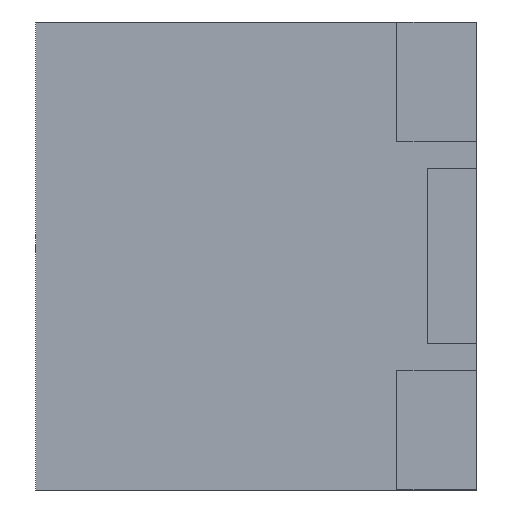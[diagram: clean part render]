
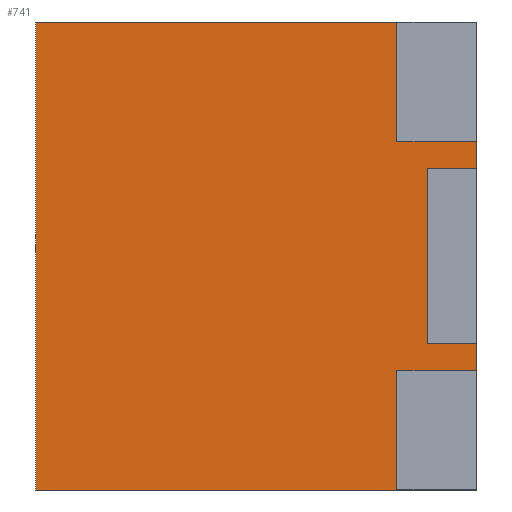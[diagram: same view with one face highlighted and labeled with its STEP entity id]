
A CAD part, left-side view. The second image highlights one B-rep face of the part: STEP entity #741.
In plain terms, the highlighted planar face has unit normal (-1, 0, 0).
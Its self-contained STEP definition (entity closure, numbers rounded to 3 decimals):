
#3 = VERTEX_POINT ( 'NONE', #789 ) ;
#6 = DIRECTION ( 'NONE',  ( 1., 0., 0. ) ) ;
#10 = ORIENTED_EDGE ( 'NONE', *, *, #736, .T. ) ;
#37 = LINE ( 'NONE', #454, #817 ) ;
#63 = VECTOR ( 'NONE', #983, 1000. ) ;
#64 = CARTESIAN_POINT ( 'NONE',  ( 112.9, 17., -5.5 ) ) ;
#85 = VECTOR ( 'NONE', #1367, 1000. ) ;
#156 = CARTESIAN_POINT ( 'NONE',  ( 112.9, 15.1, 5.5 ) ) ;
#161 = EDGE_CURVE ( 'NONE', #1384, #578, #360, .T. ) ;
#169 = ORIENTED_EDGE ( 'NONE', *, *, #716, .F. ) ;
#170 = CARTESIAN_POINT ( 'NONE',  ( 112.9, 17., 0. ) ) ;
#171 = CARTESIAN_POINT ( 'NONE',  ( 112.9, 17., 7.2 ) ) ;
#241 = CARTESIAN_POINT ( 'NONE',  ( 112.9, 17., 0. ) ) ;
#250 = CARTESIAN_POINT ( 'NONE',  ( 112.9, 33.5, 14.7 ) ) ;
#270 = VERTEX_POINT ( 'NONE', #876 ) ;
#276 = CARTESIAN_POINT ( 'NONE',  ( 112.9, 17., -14.7 ) ) ;
#306 = VECTOR ( 'NONE', #679, 1000. ) ;
#347 = VECTOR ( 'NONE', #383, 1000. ) ;
#354 = EDGE_CURVE ( 'NONE', #423, #993, #1127, .T. ) ;
#360 = LINE ( 'NONE', #1335, #1181 ) ;
#375 = EDGE_LOOP ( 'NONE', ( #986, #1311, #1278, #632, #169, #433, #776, #1338, #855, #794, #1291, #10 ) ) ;
#383 = DIRECTION ( 'NONE',  ( 0., -1., 0. ) ) ;
#407 = VECTOR ( 'NONE', #784, 1000. ) ;
#410 = EDGE_CURVE ( 'NONE', #1154, #3, #1382, .T. ) ;
#423 = VERTEX_POINT ( 'NONE', #276 ) ;
#429 = CARTESIAN_POINT ( 'NONE',  ( 112.9, 12., 0. ) ) ;
#433 = ORIENTED_EDGE ( 'NONE', *, *, #492, .T. ) ;
#436 = CARTESIAN_POINT ( 'NONE',  ( 112.9, 39.7, -14.7 ) ) ;
#440 = DIRECTION ( 'NONE',  ( 0., 0., -1. ) ) ;
#444 = VERTEX_POINT ( 'NONE', #508 ) ;
#454 = CARTESIAN_POINT ( 'NONE',  ( 112.9, 15.1, 5.5 ) ) ;
#473 = VERTEX_POINT ( 'NONE', #912 ) ;
#487 = CARTESIAN_POINT ( 'NONE',  ( 112.9, 17., -7.2 ) ) ;
#492 = EDGE_CURVE ( 'NONE', #910, #473, #1324, .T. ) ;
#508 = CARTESIAN_POINT ( 'NONE',  ( 112.9, 12., -7.2 ) ) ;
#537 = PLANE ( 'NONE',  #858 ) ;
#541 = CARTESIAN_POINT ( 'NONE',  ( 112.9, 17., -7.2 ) ) ;
#556 = FACE_OUTER_BOUND ( 'NONE', #375, .T. ) ;
#578 = VERTEX_POINT ( 'NONE', #1099 ) ;
#592 = EDGE_CURVE ( 'NONE', #578, #473, #883, .T. ) ;
#598 = CARTESIAN_POINT ( 'NONE',  ( 112.9, 12., 0. ) ) ;
#603 = CARTESIAN_POINT ( 'NONE',  ( 112.9, 17., 5.5 ) ) ;
#632 = ORIENTED_EDGE ( 'NONE', *, *, #772, .T. ) ;
#633 = EDGE_CURVE ( 'NONE', #1154, #270, #37, .T. ) ;
#644 = LINE ( 'NONE', #429, #1063 ) ;
#650 = DIRECTION ( 'NONE',  ( 0., 0., 1. ) ) ;
#679 = DIRECTION ( 'NONE',  ( 0., 0., 1. ) ) ;
#705 = DIRECTION ( 'NONE',  ( 0., -1., 0. ) ) ;
#716 = EDGE_CURVE ( 'NONE', #910, #943, #1080, .T. ) ;
#726 = EDGE_CURVE ( 'NONE', #1384, #423, #980, .T. ) ;
#736 = EDGE_CURVE ( 'NONE', #444, #1074, #644, .T. ) ;
#741 = ADVANCED_FACE ( 'NONE', ( #556 ), #537, .F. ) ;
#743 = CARTESIAN_POINT ( 'NONE',  ( 112.9, 17., 7.2 ) ) ;
#772 = EDGE_CURVE ( 'NONE', #3, #943, #1196, .T. ) ;
#776 = ORIENTED_EDGE ( 'NONE', *, *, #592, .F. ) ;
#784 = DIRECTION ( 'NONE',  ( 0., -1., 0. ) ) ;
#789 = CARTESIAN_POINT ( 'NONE',  ( 112.9, 12., 5.5 ) ) ;
#794 = ORIENTED_EDGE ( 'NONE', *, *, #354, .T. ) ;
#805 = CARTESIAN_POINT ( 'NONE',  ( 112.9, 12., 7.2 ) ) ;
#817 = VECTOR ( 'NONE', #1001, 1000. ) ;
#850 = DIRECTION ( 'NONE',  ( 0., -1., 0. ) ) ;
#855 = ORIENTED_EDGE ( 'NONE', *, *, #726, .T. ) ;
#858 = AXIS2_PLACEMENT_3D ( 'NONE', #970, #6, #440 ) ;
#861 = VECTOR ( 'NONE', #963, 1000. ) ;
#869 = EDGE_CURVE ( 'NONE', #270, #1074, #905, .T. ) ;
#876 = CARTESIAN_POINT ( 'NONE',  ( 112.9, 15.1, -5.5 ) ) ;
#883 = LINE ( 'NONE', #250, #407 ) ;
#905 = LINE ( 'NONE', #64, #908 ) ;
#908 = VECTOR ( 'NONE', #705, 1000. ) ;
#910 = VERTEX_POINT ( 'NONE', #171 ) ;
#912 = CARTESIAN_POINT ( 'NONE',  ( 112.9, 17., 14.7 ) ) ;
#943 = VERTEX_POINT ( 'NONE', #805 ) ;
#963 = DIRECTION ( 'NONE',  ( 0., -1., 0. ) ) ;
#970 = CARTESIAN_POINT ( 'NONE',  ( 112.9, 17., 0. ) ) ;
#980 = LINE ( 'NONE', #1060, #1346 ) ;
#983 = DIRECTION ( 'NONE',  ( 0., 0., 1. ) ) ;
#985 = EDGE_CURVE ( 'NONE', #993, #444, #1050, .T. ) ;
#986 = ORIENTED_EDGE ( 'NONE', *, *, #869, .F. ) ;
#993 = VERTEX_POINT ( 'NONE', #541 ) ;
#1001 = DIRECTION ( 'NONE',  ( 0., 0., -1. ) ) ;
#1050 = LINE ( 'NONE', #487, #347 ) ;
#1060 = CARTESIAN_POINT ( 'NONE',  ( 112.9, 33.5, -14.7 ) ) ;
#1063 = VECTOR ( 'NONE', #650, 1000. ) ;
#1074 = VERTEX_POINT ( 'NONE', #1186 ) ;
#1080 = LINE ( 'NONE', #743, #861 ) ;
#1085 = DIRECTION ( 'NONE',  ( 0., 0., 1. ) ) ;
#1099 = CARTESIAN_POINT ( 'NONE',  ( 112.9, 39.7, 14.7 ) ) ;
#1127 = LINE ( 'NONE', #170, #63 ) ;
#1154 = VERTEX_POINT ( 'NONE', #156 ) ;
#1181 = VECTOR ( 'NONE', #1085, 1000. ) ;
#1186 = CARTESIAN_POINT ( 'NONE',  ( 112.9, 12., -5.5 ) ) ;
#1196 = LINE ( 'NONE', #598, #306 ) ;
#1278 = ORIENTED_EDGE ( 'NONE', *, *, #410, .T. ) ;
#1291 = ORIENTED_EDGE ( 'NONE', *, *, #985, .T. ) ;
#1311 = ORIENTED_EDGE ( 'NONE', *, *, #633, .F. ) ;
#1324 = LINE ( 'NONE', #241, #1397 ) ;
#1335 = CARTESIAN_POINT ( 'NONE',  ( 112.9, 39.7, 14.7 ) ) ;
#1338 = ORIENTED_EDGE ( 'NONE', *, *, #161, .F. ) ;
#1346 = VECTOR ( 'NONE', #850, 1000. ) ;
#1358 = DIRECTION ( 'NONE',  ( 0., 0., 1. ) ) ;
#1367 = DIRECTION ( 'NONE',  ( 0., -1., 0. ) ) ;
#1382 = LINE ( 'NONE', #603, #85 ) ;
#1384 = VERTEX_POINT ( 'NONE', #436 ) ;
#1397 = VECTOR ( 'NONE', #1358, 1000. ) ;
